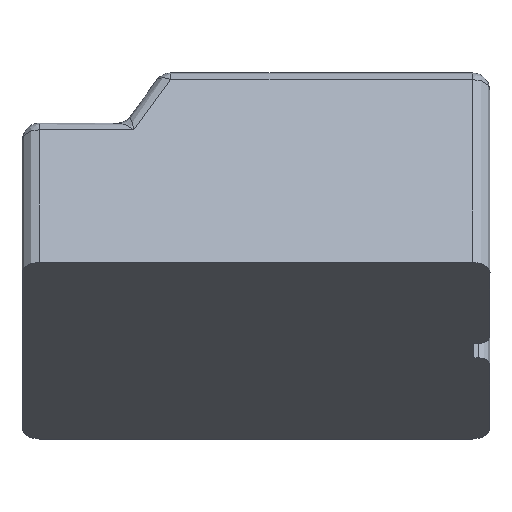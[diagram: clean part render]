
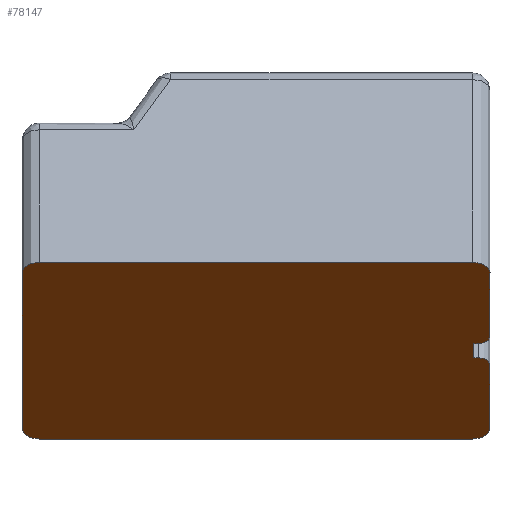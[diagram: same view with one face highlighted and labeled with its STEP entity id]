
A CAD part, left-side view. The second image highlights one B-rep face of the part: STEP entity #78147.
In plain terms, the highlighted planar face has unit normal (-0.612, 0, -0.791).
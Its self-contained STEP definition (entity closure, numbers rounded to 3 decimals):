
#8319=LINE('',#154593,#15773);
#8337=LINE('',#154652,#15791);
#8342=LINE('',#154666,#15796);
#8343=LINE('',#154669,#15797);
#8344=LINE('',#154673,#15798);
#8345=LINE('',#154676,#15799);
#8346=LINE('',#154680,#15800);
#8347=LINE('',#154683,#15801);
#15773=VECTOR('',#101596,2.);
#15791=VECTOR('',#101666,37.5);
#15796=VECTOR('',#101685,0.4);
#15797=VECTOR('',#101688,9.);
#15798=VECTOR('',#101691,37.5);
#15799=VECTOR('',#101694,22.);
#15800=VECTOR('',#101697,9.);
#15801=VECTOR('',#101700,0.4);
#19054=PLANE('',#83549);
#21264=CIRCLE('',#83540,1.5);
#21265=CIRCLE('',#83547,1.);
#21266=CIRCLE('',#83550,1.5);
#21267=CIRCLE('',#83551,1.5);
#21268=CIRCLE('',#83552,1.5);
#21269=CIRCLE('',#83553,1.);
#25292=FACE_OUTER_BOUND('',#29739,.T.);
#29739=EDGE_LOOP('',(#71242,#71243,#71244,#71245,#71246,#71247,#71248,#71249,
#71250,#71251,#71252,#71253,#71254,#71255));
#38556=VERTEX_POINT('',#154590);
#38557=VERTEX_POINT('',#154592);
#38570=VERTEX_POINT('',#154644);
#38571=VERTEX_POINT('',#154646);
#38572=VERTEX_POINT('',#154650);
#38573=VERTEX_POINT('',#154660);
#38574=VERTEX_POINT('',#154662);
#38575=VERTEX_POINT('',#154668);
#38576=VERTEX_POINT('',#154670);
#38577=VERTEX_POINT('',#154672);
#38578=VERTEX_POINT('',#154674);
#38579=VERTEX_POINT('',#154677);
#38580=VERTEX_POINT('',#154679);
#38581=VERTEX_POINT('',#154681);
#49482=EDGE_CURVE('',#38557,#38556,#8319,.T.);
#49506=EDGE_CURVE('',#38571,#38570,#21264,.T.);
#49509=EDGE_CURVE('',#38570,#38572,#8337,.T.);
#49513=EDGE_CURVE('',#38573,#38574,#21265,.T.);
#49515=EDGE_CURVE('',#38556,#38574,#8342,.T.);
#49516=EDGE_CURVE('',#38573,#38575,#8343,.T.);
#49517=EDGE_CURVE('',#38575,#38576,#21266,.T.);
#49518=EDGE_CURVE('',#38576,#38577,#8344,.T.);
#49519=EDGE_CURVE('',#38577,#38578,#21267,.T.);
#49520=EDGE_CURVE('',#38578,#38571,#8345,.T.);
#49521=EDGE_CURVE('',#38572,#38579,#21268,.T.);
#49522=EDGE_CURVE('',#38579,#38580,#8346,.T.);
#49523=EDGE_CURVE('',#38581,#38580,#21269,.T.);
#49524=EDGE_CURVE('',#38581,#38557,#8347,.T.);
#71242=ORIENTED_EDGE('',*,*,#49513,.F.);
#71243=ORIENTED_EDGE('',*,*,#49516,.T.);
#71244=ORIENTED_EDGE('',*,*,#49517,.T.);
#71245=ORIENTED_EDGE('',*,*,#49518,.T.);
#71246=ORIENTED_EDGE('',*,*,#49519,.T.);
#71247=ORIENTED_EDGE('',*,*,#49520,.T.);
#71248=ORIENTED_EDGE('',*,*,#49506,.T.);
#71249=ORIENTED_EDGE('',*,*,#49509,.T.);
#71250=ORIENTED_EDGE('',*,*,#49521,.T.);
#71251=ORIENTED_EDGE('',*,*,#49522,.T.);
#71252=ORIENTED_EDGE('',*,*,#49523,.F.);
#71253=ORIENTED_EDGE('',*,*,#49524,.T.);
#71254=ORIENTED_EDGE('',*,*,#49482,.T.);
#71255=ORIENTED_EDGE('',*,*,#49515,.T.);
#78147=ADVANCED_FACE('',(#25292),#19054,.F.);
#83540=AXIS2_PLACEMENT_3D('',#154647,#101660,#101661);
#83547=AXIS2_PLACEMENT_3D('',#154663,#101680,#101681);
#83549=AXIS2_PLACEMENT_3D('',#154667,#101686,#101687);
#83550=AXIS2_PLACEMENT_3D('',#154671,#101689,#101690);
#83551=AXIS2_PLACEMENT_3D('',#154675,#101692,#101693);
#83552=AXIS2_PLACEMENT_3D('',#154678,#101695,#101696);
#83553=AXIS2_PLACEMENT_3D('',#154682,#101698,#101699);
#101596=DIRECTION('',(-0.791,0.,0.612));
#101660=DIRECTION('center_axis',(-0.612,0.,
-0.791));
#101661=DIRECTION('ref_axis',(-0.791,0.,
0.612));
#101666=DIRECTION('',(0.,-1.,0.));
#101680=DIRECTION('center_axis',(0.612,0.,
0.791));
#101681=DIRECTION('ref_axis',(0.559,-0.707,-0.433));
#101685=DIRECTION('',(0.,-1.,0.));
#101686=DIRECTION('center_axis',(0.612,0.,
0.791));
#101687=DIRECTION('ref_axis',(0.791,0.,-0.612));
#101688=DIRECTION('',(-0.791,0.,0.612));
#101689=DIRECTION('center_axis',(-0.612,0.,
-0.791));
#101690=DIRECTION('ref_axis',(0.791,0.,-0.612));
#101691=DIRECTION('',(0.,1.,0.));
#101692=DIRECTION('center_axis',(-0.612,0.,
-0.791));
#101693=DIRECTION('ref_axis',(0.,-1.,0.));
#101694=DIRECTION('',(0.791,0.,-0.612));
#101695=DIRECTION('center_axis',(-0.612,0.,
-0.791));
#101696=DIRECTION('ref_axis',(0.,1.,0.));
#101697=DIRECTION('',(-0.791,0.,0.612));
#101698=DIRECTION('center_axis',(0.612,0.,
0.791));
#101699=DIRECTION('ref_axis',(-0.559,-0.707,0.433));
#101700=DIRECTION('',(0.,1.,0.));
#154590=CARTESIAN_POINT('',(-38.373,-31.503,-4.193));
#154592=CARTESIAN_POINT('',(-36.791,-31.503,-5.417));
#154593=CARTESIAN_POINT('',(-37.187,-31.503,-5.111));
#154644=CARTESIAN_POINT('',(-27.699,6.097,-12.459));
#154646=CARTESIAN_POINT('',(-28.885,7.597,-11.54));
#154647=CARTESIAN_POINT('Origin',(-28.885,6.097,-11.54));
#154650=CARTESIAN_POINT('',(-27.699,-31.403,-12.459));
#154652=CARTESIAN_POINT('',(-27.699,6.097,-12.459));
#154660=CARTESIAN_POINT('',(-39.163,-32.903,-3.581));
#154662=CARTESIAN_POINT('',(-38.373,-31.903,-4.193));
#154663=CARTESIAN_POINT('Origin',(-39.163,-31.903,-3.581));
#154666=CARTESIAN_POINT('',(-38.373,-22.078,-4.193));
#154667=CARTESIAN_POINT('Origin',(-37.582,-12.653,-4.805));
#154668=CARTESIAN_POINT('',(-46.279,-32.903,1.93));
#154669=CARTESIAN_POINT('',(-28.885,-32.903,-11.54));
#154670=CARTESIAN_POINT('',(-47.465,-31.403,2.848));
#154671=CARTESIAN_POINT('Origin',(-46.279,-31.403,1.93));
#154672=CARTESIAN_POINT('',(-47.465,6.097,2.848));
#154673=CARTESIAN_POINT('',(-47.465,-31.403,2.848));
#154674=CARTESIAN_POINT('',(-46.279,7.597,1.93));
#154675=CARTESIAN_POINT('Origin',(-46.279,6.097,1.93));
#154676=CARTESIAN_POINT('',(-46.279,7.597,1.93));
#154677=CARTESIAN_POINT('',(-28.885,-32.903,-11.54));
#154678=CARTESIAN_POINT('Origin',(-28.885,-31.403,-11.54));
#154679=CARTESIAN_POINT('',(-36.001,-32.903,-6.03));
#154680=CARTESIAN_POINT('',(-28.885,-32.903,-11.54));
#154681=CARTESIAN_POINT('',(-36.791,-31.903,-5.417));
#154682=CARTESIAN_POINT('Origin',(-36.001,-31.903,-6.03));
#154683=CARTESIAN_POINT('',(-36.791,-22.778,-5.417));
